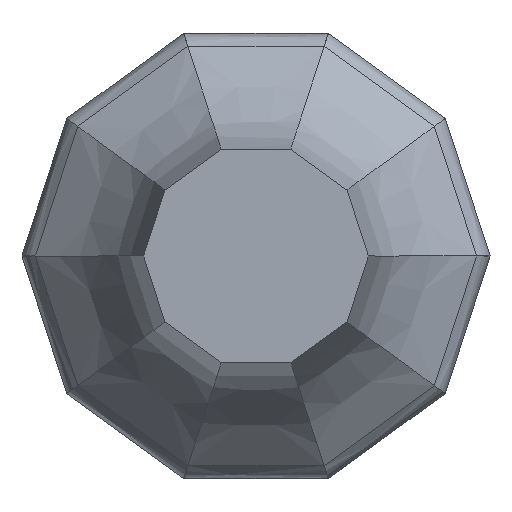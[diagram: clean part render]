
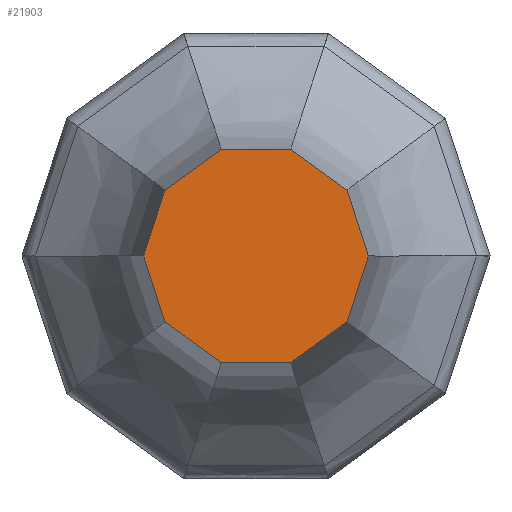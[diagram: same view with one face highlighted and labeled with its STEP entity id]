
A CAD part, front view. The second image highlights one B-rep face of the part: STEP entity #21903.
In plain terms, the highlighted planar face has unit normal (0, -1, 0).
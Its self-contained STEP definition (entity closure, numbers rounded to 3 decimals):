
#207 = CARTESIAN_POINT ( 'NONE',  ( 5.104, -750., -3.708 ) ) ;
#279 = ORIENTED_EDGE ( 'NONE', *, *, #8112, .F. ) ;
#437 = EDGE_CURVE ( 'NONE', #20092, #17344, #13084, .T. ) ;
#680 = VECTOR ( 'NONE', #7335, 1000. ) ;
#798 = DIRECTION ( 'NONE',  ( -0.309, 0., 0.951 ) ) ;
#1328 = VECTOR ( 'NONE', #11637, 1000. ) ;
#1636 = CARTESIAN_POINT ( 'NONE',  ( -1.95, -750., 6. ) ) ;
#1985 = DIRECTION ( 'NONE',  ( -0.809, 0., 0.588 ) ) ;
#2287 = CARTESIAN_POINT ( 'NONE',  ( -6.309, -750., 0. ) ) ;
#3093 = LINE ( 'NONE', #21450, #18881 ) ;
#3679 = VERTEX_POINT ( 'NONE', #13855 ) ;
#4117 = VERTEX_POINT ( 'NONE', #14176 ) ;
#4456 = VERTEX_POINT ( 'NONE', #1636 ) ;
#4617 = EDGE_CURVE ( 'NONE', #3679, #4117, #12869, .T. ) ;
#4702 = VECTOR ( 'NONE', #9178, 1000. ) ;
#4779 = DIRECTION ( 'NONE',  ( 0.309, 0., -0.951 ) ) ;
#4819 = VERTEX_POINT ( 'NONE', #2287 ) ;
#4836 = ORIENTED_EDGE ( 'NONE', *, *, #437, .F. ) ;
#5987 = CARTESIAN_POINT ( 'NONE',  ( -6.309, -750., 0. ) ) ;
#6011 = PLANE ( 'NONE',  #16691 ) ;
#6481 = VECTOR ( 'NONE', #1985, 1000. ) ;
#6485 = LINE ( 'NONE', #20542, #8158 ) ;
#6699 = LINE ( 'NONE', #10073, #12880 ) ;
#7235 = ORIENTED_EDGE ( 'NONE', *, *, #11550, .F. ) ;
#7310 = ORIENTED_EDGE ( 'NONE', *, *, #9591, .F. ) ;
#7335 = DIRECTION ( 'NONE',  ( 0.809, 0., 0.588 ) ) ;
#7774 = FACE_OUTER_BOUND ( 'NONE', #15744, .T. ) ;
#8112 = EDGE_CURVE ( 'NONE', #4117, #8901, #23117, .T. ) ;
#8158 = VECTOR ( 'NONE', #13128, 1000. ) ;
#8349 = ORIENTED_EDGE ( 'NONE', *, *, #10260, .F. ) ;
#8901 = VERTEX_POINT ( 'NONE', #14742 ) ;
#9101 = CARTESIAN_POINT ( 'NONE',  ( 1.95, -750., -6. ) ) ;
#9178 = DIRECTION ( 'NONE',  ( -1., 0., 0. ) ) ;
#9283 = CARTESIAN_POINT ( 'NONE',  ( 5.104, -750., -3.708 ) ) ;
#9571 = CARTESIAN_POINT ( 'NONE',  ( 5.104, -750., 3.708 ) ) ;
#9591 = EDGE_CURVE ( 'NONE', #4456, #18368, #6485, .T. ) ;
#10073 = CARTESIAN_POINT ( 'NONE',  ( 6.309, -750., 0. ) ) ;
#10151 = CARTESIAN_POINT ( 'NONE',  ( 1.95, -750., 6. ) ) ;
#10186 = ORIENTED_EDGE ( 'NONE', *, *, #13361, .F. ) ;
#10260 = EDGE_CURVE ( 'NONE', #8901, #4819, #3093, .T. ) ;
#10459 = DIRECTION ( 'NONE',  ( 0.809, 0., -0.588 ) ) ;
#10605 = EDGE_CURVE ( 'NONE', #17127, #3679, #12931, .T. ) ;
#10834 = LINE ( 'NONE', #16345, #680 ) ;
#11428 = DIRECTION ( 'NONE',  ( 0., -1., 0. ) ) ;
#11550 = EDGE_CURVE ( 'NONE', #18368, #20092, #17163, .T. ) ;
#11637 = DIRECTION ( 'NONE',  ( 0.309, 0., 0.951 ) ) ;
#12869 = LINE ( 'NONE', #9101, #4702 ) ;
#12880 = VECTOR ( 'NONE', #22700, 1000. ) ;
#12931 = LINE ( 'NONE', #9283, #16619 ) ;
#13084 = LINE ( 'NONE', #17243, #16781 ) ;
#13128 = DIRECTION ( 'NONE',  ( 1., 0., 0. ) ) ;
#13361 = EDGE_CURVE ( 'NONE', #4819, #21278, #14589, .T. ) ;
#13846 = ORIENTED_EDGE ( 'NONE', *, *, #4617, .F. ) ;
#13855 = CARTESIAN_POINT ( 'NONE',  ( 1.95, -750., -6. ) ) ;
#13982 = ORIENTED_EDGE ( 'NONE', *, *, #15900, .F. ) ;
#14176 = CARTESIAN_POINT ( 'NONE',  ( -1.95, -750., -6. ) ) ;
#14589 = LINE ( 'NONE', #5987, #1328 ) ;
#14742 = CARTESIAN_POINT ( 'NONE',  ( -5.104, -750., -3.708 ) ) ;
#14880 = DIRECTION ( 'NONE',  ( -0.809, 0., -0.588 ) ) ;
#15081 = CARTESIAN_POINT ( 'NONE',  ( 6.309, -750., 0. ) ) ;
#15454 = CARTESIAN_POINT ( 'NONE',  ( -5.104, -750., 3.708 ) ) ;
#15744 = EDGE_LOOP ( 'NONE', ( #7235, #7310, #13982, #10186, #8349, #279, #13846, #22528, #22836, #4836 ) ) ;
#15900 = EDGE_CURVE ( 'NONE', #21278, #4456, #10834, .T. ) ;
#16345 = CARTESIAN_POINT ( 'NONE',  ( -5.104, -750., 3.708 ) ) ;
#16619 = VECTOR ( 'NONE', #14880, 1000. ) ;
#16691 = AXIS2_PLACEMENT_3D ( 'NONE', #16911, #11428, #18635 ) ;
#16781 = VECTOR ( 'NONE', #4779, 1000. ) ;
#16911 = CARTESIAN_POINT ( 'NONE',  ( 0., -750., 0. ) ) ;
#17127 = VERTEX_POINT ( 'NONE', #207 ) ;
#17163 = LINE ( 'NONE', #10151, #20521 ) ;
#17243 = CARTESIAN_POINT ( 'NONE',  ( 5.104, -750., 3.708 ) ) ;
#17344 = VERTEX_POINT ( 'NONE', #15081 ) ;
#18368 = VERTEX_POINT ( 'NONE', #20837 ) ;
#18635 = DIRECTION ( 'NONE',  ( 0., 0., 1. ) ) ;
#18881 = VECTOR ( 'NONE', #798, 1000. ) ;
#19943 = CARTESIAN_POINT ( 'NONE',  ( -1.95, -750., -6. ) ) ;
#20092 = VERTEX_POINT ( 'NONE', #9571 ) ;
#20521 = VECTOR ( 'NONE', #10459, 1000. ) ;
#20542 = CARTESIAN_POINT ( 'NONE',  ( -1.95, -750., 6. ) ) ;
#20837 = CARTESIAN_POINT ( 'NONE',  ( 1.95, -750., 6. ) ) ;
#21278 = VERTEX_POINT ( 'NONE', #15454 ) ;
#21328 = EDGE_CURVE ( 'NONE', #17344, #17127, #6699, .T. ) ;
#21450 = CARTESIAN_POINT ( 'NONE',  ( -5.104, -750., -3.708 ) ) ;
#21903 = ADVANCED_FACE ( 'NONE', ( #7774 ), #6011, .T. ) ;
#22528 = ORIENTED_EDGE ( 'NONE', *, *, #10605, .F. ) ;
#22700 = DIRECTION ( 'NONE',  ( -0.309, 0., -0.951 ) ) ;
#22836 = ORIENTED_EDGE ( 'NONE', *, *, #21328, .F. ) ;
#23117 = LINE ( 'NONE', #19943, #6481 ) ;
